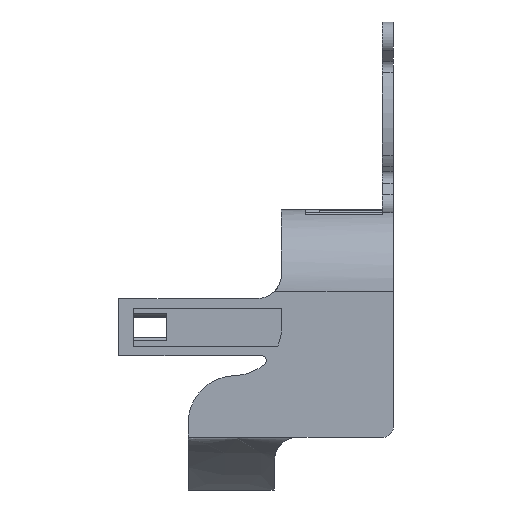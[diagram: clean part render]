
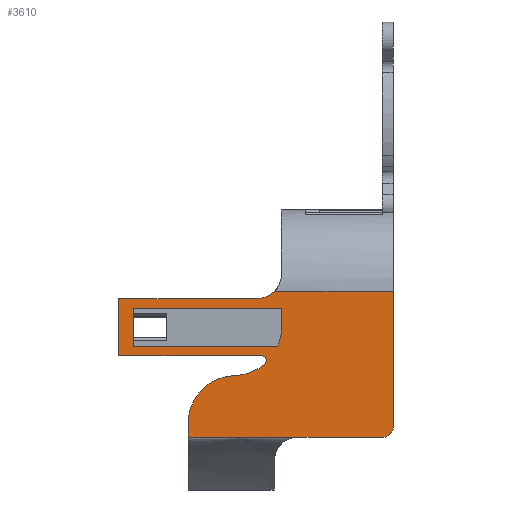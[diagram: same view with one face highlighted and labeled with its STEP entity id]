
A CAD part, left-side view. The second image highlights one B-rep face of the part: STEP entity #3610.
In plain terms, the highlighted planar face has unit normal (-1, 0, 0).
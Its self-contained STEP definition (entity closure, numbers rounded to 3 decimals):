
#42=FACE_BOUND('',#502,.T.);
#150=PLANE('',#3916);
#302=FACE_OUTER_BOUND('',#501,.T.);
#501=EDGE_LOOP('',(#3010,#3011,#3012,#3013,#3014,#3015,#3016,#3017,#3018,
#3019,#3020,#3021,#3022));
#502=EDGE_LOOP('',(#3023,#3024,#3025,#3026,#3027));
#577=LINE('',#5045,#934);
#589=LINE('',#5085,#946);
#674=LINE('',#5357,#1031);
#723=LINE('',#5960,#1080);
#794=LINE('',#6168,#1151);
#822=LINE('',#6263,#1179);
#825=LINE('',#6269,#1182);
#831=LINE('',#6280,#1188);
#840=LINE('',#6303,#1197);
#841=LINE('',#6308,#1198);
#842=LINE('',#6309,#1199);
#843=LINE('',#6311,#1200);
#934=VECTOR('',#4033,10.);
#946=VECTOR('',#4061,10.);
#1031=VECTOR('',#4312,10.);
#1080=VECTOR('',#4413,10.);
#1151=VECTOR('',#4594,10.);
#1179=VECTOR('',#4692,10.);
#1182=VECTOR('',#4699,10.);
#1188=VECTOR('',#4711,10.);
#1197=VECTOR('',#4736,10.);
#1198=VECTOR('',#4741,10.);
#1199=VECTOR('',#4742,10.);
#1200=VECTOR('',#4743,10.);
#1289=CIRCLE('',#3694,1.);
#1294=CIRCLE('',#3703,5.);
#1365=CIRCLE('',#3844,2.);
#1404=CIRCLE('',#3917,10.);
#1405=CIRCLE('',#3918,10.);
#1406=CIRCLE('',#3919,10.);
#1438=VERTEX_POINT('',#5035);
#1439=VERTEX_POINT('',#5036);
#1442=VERTEX_POINT('',#5044);
#1450=VERTEX_POINT('',#5065);
#1454=VERTEX_POINT('',#5077);
#1456=VERTEX_POINT('',#5083);
#1553=VERTEX_POINT('',#5354);
#1554=VERTEX_POINT('',#5356);
#1587=VERTEX_POINT('',#5499);
#1623=VERTEX_POINT('',#5959);
#1664=VERTEX_POINT('',#6072);
#1698=VERTEX_POINT('',#6161);
#1701=VERTEX_POINT('',#6166);
#1733=VERTEX_POINT('',#6262);
#1734=VERTEX_POINT('',#6268);
#1743=VERTEX_POINT('',#6304);
#1744=VERTEX_POINT('',#6306);
#1745=VERTEX_POINT('',#6310);
#1798=EDGE_CURVE('',#1438,#1439,#1289,.T.);
#1802=EDGE_CURVE('',#1439,#1442,#577,.T.);
#1816=EDGE_CURVE('',#1454,#1450,#1294,.T.);
#1819=EDGE_CURVE('',#1454,#1456,#589,.T.);
#1949=EDGE_CURVE('',#1553,#1554,#674,.T.);
#2040=EDGE_CURVE('',#1623,#1587,#723,.T.);
#2095=EDGE_CURVE('',#1554,#1664,#1365,.T.);
#2144=EDGE_CURVE('',#1701,#1698,#794,.T.);
#2192=EDGE_CURVE('',#1698,#1733,#822,.T.);
#2195=EDGE_CURVE('',#1734,#1733,#825,.T.);
#2201=EDGE_CURVE('',#1442,#1456,#831,.T.);
#2213=EDGE_CURVE('',#1450,#1553,#840,.F.);
#2214=EDGE_CURVE('',#1743,#1438,#1404,.T.);
#2215=EDGE_CURVE('',#1744,#1743,#1405,.T.);
#2216=EDGE_CURVE('',#1623,#1744,#841,.F.);
#2217=EDGE_CURVE('',#1587,#1664,#842,.T.);
#2218=EDGE_CURVE('',#1701,#1745,#843,.T.);
#2219=EDGE_CURVE('',#1734,#1745,#1406,.T.);
#3010=ORIENTED_EDGE('',*,*,#2095,.F.);
#3011=ORIENTED_EDGE('',*,*,#1949,.F.);
#3012=ORIENTED_EDGE('',*,*,#2213,.F.);
#3013=ORIENTED_EDGE('',*,*,#1816,.F.);
#3014=ORIENTED_EDGE('',*,*,#1819,.T.);
#3015=ORIENTED_EDGE('',*,*,#2201,.F.);
#3016=ORIENTED_EDGE('',*,*,#1802,.F.);
#3017=ORIENTED_EDGE('',*,*,#1798,.F.);
#3018=ORIENTED_EDGE('',*,*,#2214,.F.);
#3019=ORIENTED_EDGE('',*,*,#2215,.F.);
#3020=ORIENTED_EDGE('',*,*,#2216,.F.);
#3021=ORIENTED_EDGE('',*,*,#2040,.T.);
#3022=ORIENTED_EDGE('',*,*,#2217,.T.);
#3023=ORIENTED_EDGE('',*,*,#2192,.F.);
#3024=ORIENTED_EDGE('',*,*,#2144,.F.);
#3025=ORIENTED_EDGE('',*,*,#2218,.T.);
#3026=ORIENTED_EDGE('',*,*,#2219,.F.);
#3027=ORIENTED_EDGE('',*,*,#2195,.T.);
#3610=ADVANCED_FACE('',(#302,#42),#150,.T.);
#3694=AXIS2_PLACEMENT_3D('',#5037,#4025,#4026);
#3703=AXIS2_PLACEMENT_3D('',#5079,#4055,#4056);
#3844=AXIS2_PLACEMENT_3D('',#6073,#4511,#4512);
#3916=AXIS2_PLACEMENT_3D('',#6302,#4734,#4735);
#3917=AXIS2_PLACEMENT_3D('',#6305,#4737,#4738);
#3918=AXIS2_PLACEMENT_3D('',#6307,#4739,#4740);
#3919=AXIS2_PLACEMENT_3D('',#6312,#4744,#4745);
#4025=DIRECTION('center_axis',(-1.,0.,0.));
#4026=DIRECTION('ref_axis',(0.,-0.939,0.344));
#4033=DIRECTION('',(0.,1.,0.));
#4055=DIRECTION('center_axis',(-1.,0.,0.));
#4056=DIRECTION('ref_axis',(0.,-0.707,-0.707));
#4061=DIRECTION('',(0.,1.,0.));
#4312=DIRECTION('',(0.,0.,-1.));
#4413=DIRECTION('',(0.,-1.,0.));
#4511=DIRECTION('center_axis',(1.,0.,0.));
#4512=DIRECTION('ref_axis',(0.,-0.707,-0.707));
#4594=DIRECTION('',(0.,1.,0.));
#4692=DIRECTION('',(0.,0.,-1.));
#4699=DIRECTION('',(0.,1.,0.));
#4711=DIRECTION('',(0.,0.,1.));
#4734=DIRECTION('center_axis',(-1.,0.,0.));
#4735=DIRECTION('ref_axis',(0.,1.,0.));
#4736=DIRECTION('',(0.,1.,0.));
#4737=DIRECTION('center_axis',(-1.,0.,0.));
#4738=DIRECTION('ref_axis',(0.,-0.707,-0.707));
#4739=DIRECTION('center_axis',(1.,0.,0.));
#4740=DIRECTION('ref_axis',(0.,-1.,0.));
#4741=DIRECTION('',(0.,0.,-1.));
#4742=DIRECTION('',(0.,-1.,0.));
#4743=DIRECTION('',(0.,0.,-1.));
#4744=DIRECTION('center_axis',(-1.,0.,0.));
#4745=DIRECTION('ref_axis',(0.,-0.707,-0.707));
#5035=CARTESIAN_POINT('',(-32.5,-50.51,3.987));
#5036=CARTESIAN_POINT('',(-32.5,-49.864,5.75));
#5037=CARTESIAN_POINT('Origin',(-32.5,-49.864,4.75));
#5044=CARTESIAN_POINT('',(-32.5,-20.,5.75));
#5045=CARTESIAN_POINT('',(-32.5,-54.05,5.75));
#5065=CARTESIAN_POINT('',(-32.5,-52.669,19.3));
#5077=CARTESIAN_POINT('',(-32.5,-49.05,17.75));
#5079=CARTESIAN_POINT('Origin',(-32.5,-49.05,22.75));
#5083=CARTESIAN_POINT('',(-32.5,-20.,17.75));
#5085=CARTESIAN_POINT('',(-32.5,-54.05,17.75));
#5354=CARTESIAN_POINT('',(-32.5,-77.45,19.3));
#5356=CARTESIAN_POINT('',(-32.5,-77.45,-9.28));
#5357=CARTESIAN_POINT('',(-32.5,-77.45,36.3));
#5499=CARTESIAN_POINT('',(-32.5,-57.5,-11.28));
#5959=CARTESIAN_POINT('',(-32.5,-34.5,-11.28));
#5960=CARTESIAN_POINT('',(-32.5,-76.95,-11.28));
#6072=CARTESIAN_POINT('',(-32.5,-75.45,-11.28));
#6073=CARTESIAN_POINT('Origin',(-32.5,-75.45,-9.28));
#6161=CARTESIAN_POINT('',(-32.5,-23.,15.75));
#6166=CARTESIAN_POINT('',(-32.5,-54.05,15.75));
#6168=CARTESIAN_POINT('',(-32.5,-54.05,15.75));
#6262=CARTESIAN_POINT('',(-32.5,-23.,7.75));
#6263=CARTESIAN_POINT('',(-32.5,-23.,9.75));
#6268=CARTESIAN_POINT('',(-32.5,-53.271,7.75));
#6269=CARTESIAN_POINT('',(-32.5,-54.05,7.75));
#6280=CARTESIAN_POINT('',(-32.5,-20.,5.75));
#6302=CARTESIAN_POINT('Origin',(-32.5,-76.95,36.3));
#6303=CARTESIAN_POINT('',(-32.5,-65.5,19.3));
#6304=CARTESIAN_POINT('',(-32.5,-44.275,1.623));
#6305=CARTESIAN_POINT('Origin',(-32.5,-44.05,11.62));
#6306=CARTESIAN_POINT('',(-32.5,-34.5,-8.375));
#6307=CARTESIAN_POINT('Origin',(-32.5,-44.5,-8.375));
#6308=CARTESIAN_POINT('',(-32.5,-34.5,14.235));
#6309=CARTESIAN_POINT('',(-32.5,-76.95,-11.28));
#6310=CARTESIAN_POINT('',(-32.5,-54.05,11.62));
#6311=CARTESIAN_POINT('',(-32.5,-54.05,30.3));
#6312=CARTESIAN_POINT('Origin',(-32.5,-44.05,11.62));
